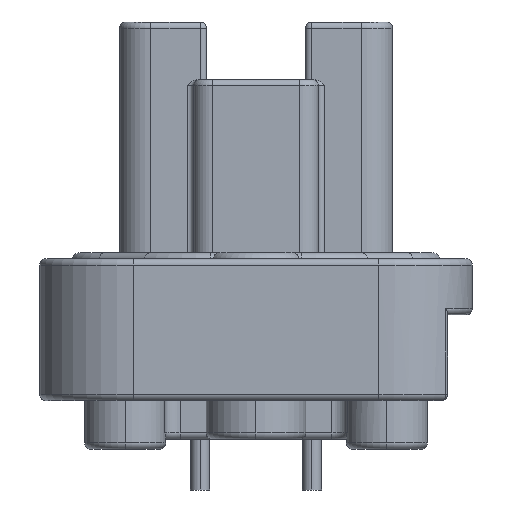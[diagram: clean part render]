
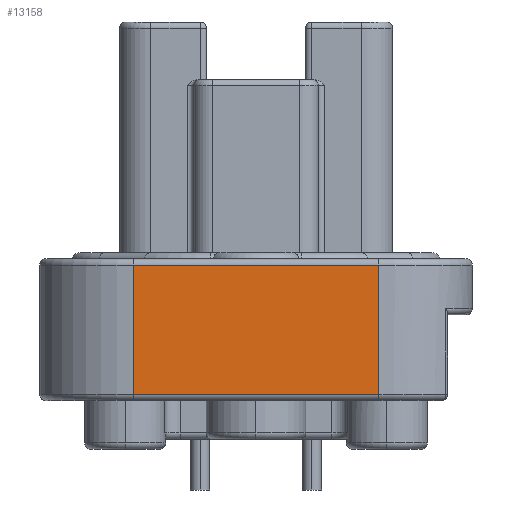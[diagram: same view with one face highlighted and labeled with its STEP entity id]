
A CAD part, left-side view. The second image highlights one B-rep face of the part: STEP entity #13158.
In plain terms, the highlighted planar face has unit normal (-1, 0, 0).
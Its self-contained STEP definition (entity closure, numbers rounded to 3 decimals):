
#887=DIRECTION('',(0.,0.,-1.));
#888=VECTOR('',#887,10.541);
#889=CARTESIAN_POINT('',(-29.604,10.008,-19.812));
#890=LINE('',#889,#888);
#2444=DIRECTION('',(0.,1.,0.));
#2445=VECTOR('',#2444,20.015);
#2446=CARTESIAN_POINT('',(-29.604,-10.008,-30.353));
#2447=LINE('',#2446,#2445);
#2448=DIRECTION('',(0.,-1.,0.));
#2449=VECTOR('',#2448,20.015);
#2450=CARTESIAN_POINT('',(-29.604,10.008,-19.812));
#2451=LINE('',#2450,#2449);
#2452=DIRECTION('',(0.,0.,-1.));
#2453=VECTOR('',#2452,10.541);
#2454=CARTESIAN_POINT('',(-29.604,-10.008,-19.812));
#2455=LINE('',#2454,#2453);
#8724=CARTESIAN_POINT('',(-29.604,10.008,-19.812));
#8725=CARTESIAN_POINT('',(-29.604,-10.008,-19.812));
#8726=VERTEX_POINT('',#8724);
#8727=VERTEX_POINT('',#8725);
#10309=CARTESIAN_POINT('',(-29.604,10.008,-30.353));
#10310=VERTEX_POINT('',#10309);
#10313=CARTESIAN_POINT('',(-29.604,-10.008,-30.353));
#10314=VERTEX_POINT('',#10313);
#13147=CARTESIAN_POINT('',(-29.604,-10.008,-19.304));
#13148=DIRECTION('',(-1.,0.,0.));
#13149=DIRECTION('',(0.,1.,0.));
#13150=AXIS2_PLACEMENT_3D('',#13147,#13148,#13149);
#13151=PLANE('',#13150);
#13152=ORIENTED_EDGE('',*,*,#13141,.T.);
#13153=ORIENTED_EDGE('',*,*,#11203,.F.);
#13154=ORIENTED_EDGE('',*,*,#11089,.T.);
#13155=ORIENTED_EDGE('',*,*,#12853,.T.);
#13156=EDGE_LOOP('',(#13152,#13153,#13154,#13155));
#13157=FACE_OUTER_BOUND('',#13156,.F.);
#11089=EDGE_CURVE('',#8726,#8727,#2451,.T.);
#11203=EDGE_CURVE('',#8726,#10310,#890,.T.);
#12853=EDGE_CURVE('',#8727,#10314,#2455,.T.);
#13141=EDGE_CURVE('',#10314,#10310,#2447,.T.);
#13158=ADVANCED_FACE('',(#13157),#13151,.T.);
